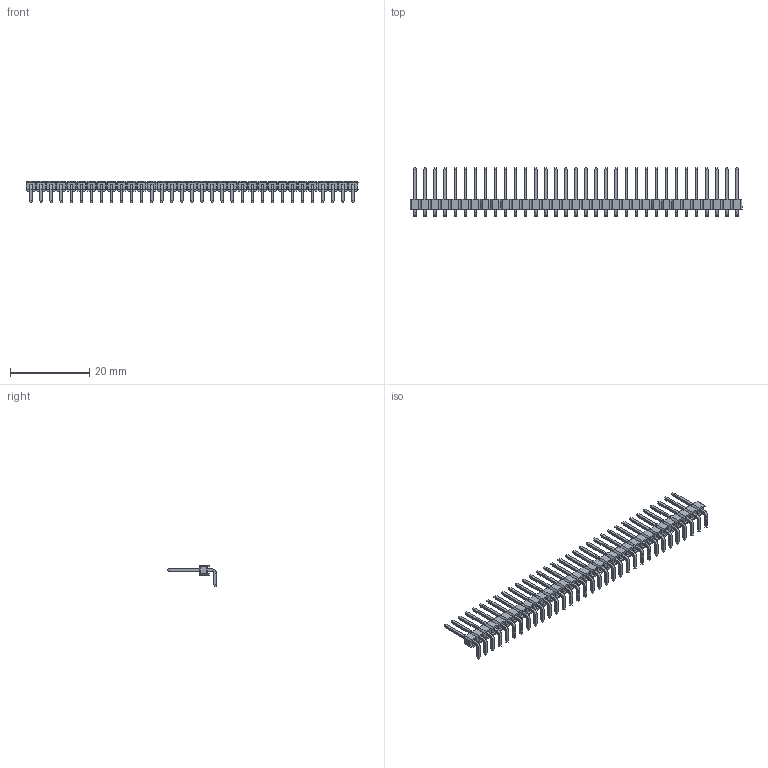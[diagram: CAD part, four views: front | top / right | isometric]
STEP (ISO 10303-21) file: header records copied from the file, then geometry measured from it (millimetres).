
FILE_DESCRIPTION (( 'STEP AP214' ), '1' );
FILE_NAME ('1x33 Male Pin Header Angle.STEP', '2021-11-12T11:32:03', ( 'M.B.I.' ), ( '' ), 'SwSTEP 2.0', '', '' );
FILE_SCHEMA (( 'AUTOMOTIVE_DESIGN' ));
Length unit declared in the file: millimetre
Products named in the file (1): 1x33 Male Pin Header Angle
Bounding box: 83.83 x 12.36 x 5.5 mm (x, y, z)
Volume: 608.1 mm3; surface area: 2554.9 mm2
Topology: 47 solids, 47 shells, 1630 faces, 3958 edges, 2422 vertices
Faces by surface type: plane 1564, cylinder 66
Entity records: 46494 total; most frequent: CARTESIAN_POINT 8011, ORIENTED_EDGE 7916, DIRECTION 7352, EDGE_CURVE 3958, VECTOR 3826, LINE 3826, VERTEX_POINT 2422, AXIS2_PLACEMENT_3D 1763
